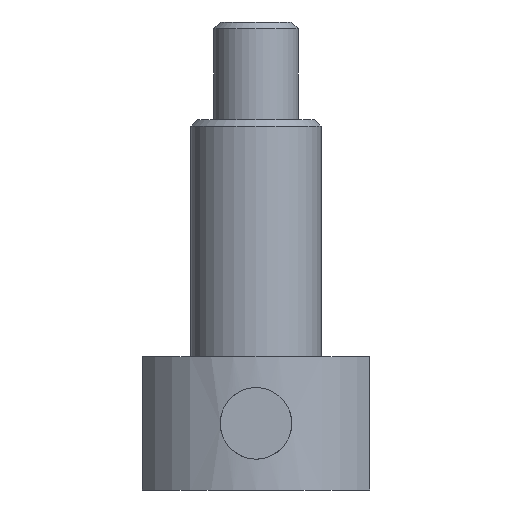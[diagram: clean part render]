
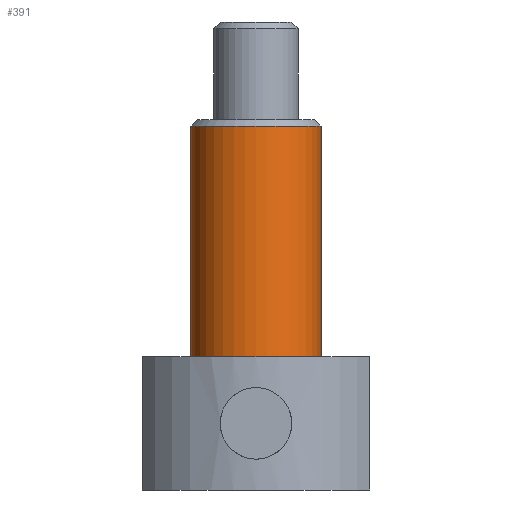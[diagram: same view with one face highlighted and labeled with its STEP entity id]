
A CAD part, front view. The second image highlights one B-rep face of the part: STEP entity #391.
In plain terms, the highlighted cylindrical face has radius 2 mm (diameter 4 mm), a partial arc.
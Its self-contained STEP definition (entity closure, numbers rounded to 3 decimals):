
#69=CARTESIAN_POINT('',(0.,0.,-3.2));
#70=DIRECTION('',(0.,0.,1.));
#71=DIRECTION('',(-1.,0.,0.));
#72=AXIS2_PLACEMENT_3D('',#69,#70,#71);
#74=DIRECTION('',(0.,0.,-1.));
#75=VECTOR('',#74,7.1);
#76=CARTESIAN_POINT('',(-2.,0.,-3.2));
#77=LINE('',#76,#75);
#78=DIRECTION('',(0.,0.,-1.));
#79=VECTOR('',#78,7.1);
#80=CARTESIAN_POINT('',(2.,0.,-3.2));
#81=LINE('',#80,#79);
#96=CARTESIAN_POINT('',(0.,0.,-10.3));
#97=DIRECTION('',(0.,0.,-1.));
#98=DIRECTION('',(1.,0.,0.));
#99=AXIS2_PLACEMENT_3D('',#96,#97,#98);
#264=CARTESIAN_POINT('',(-2.,0.,-3.2));
#265=CARTESIAN_POINT('',(2.,0.,-3.2));
#266=VERTEX_POINT('',#264);
#267=VERTEX_POINT('',#265);
#286=CARTESIAN_POINT('',(2.,0.,-10.3));
#287=CARTESIAN_POINT('',(-2.,0.,-10.3));
#288=VERTEX_POINT('',#286);
#289=VERTEX_POINT('',#287);
#377=CARTESIAN_POINT('',(0.,0.,-10.3));
#378=DIRECTION('',(0.,0.,1.));
#379=DIRECTION('',(1.,0.,0.));
#380=AXIS2_PLACEMENT_3D('',#377,#378,#379);
#381=CYLINDRICAL_SURFACE('',#380,2.);
#383=ORIENTED_EDGE('',*,*,#382,.F.);
#384=ORIENTED_EDGE('',*,*,#363,.T.);
#386=ORIENTED_EDGE('',*,*,#385,.T.);
#388=ORIENTED_EDGE('',*,*,#387,.T.);
#389=EDGE_LOOP('',(#383,#384,#386,#388));
#390=FACE_OUTER_BOUND('',#389,.F.);
#391=ADVANCED_FACE('',(#390),#381,.T.);
#73=CIRCLE('',#72,2.);
#100=CIRCLE('',#99,2.);
#363=EDGE_CURVE('',#266,#267,#73,.T.);
#382=EDGE_CURVE('',#266,#289,#77,.T.);
#385=EDGE_CURVE('',#267,#288,#81,.T.);
#387=EDGE_CURVE('',#288,#289,#100,.T.);
